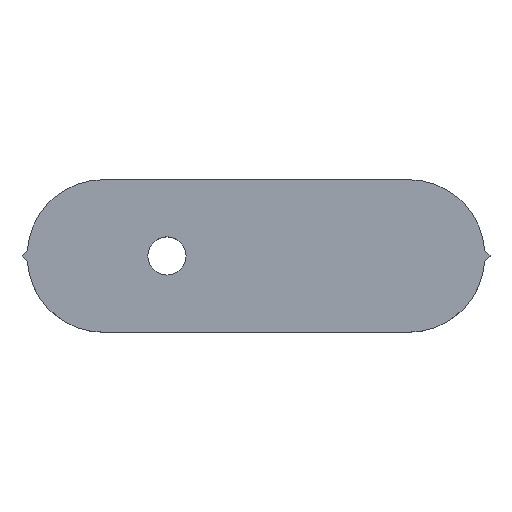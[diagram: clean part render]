
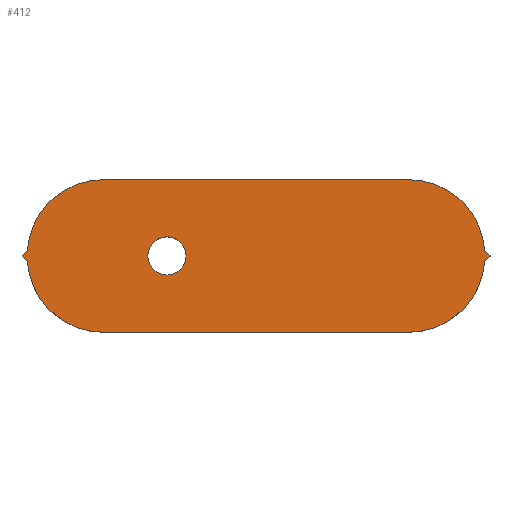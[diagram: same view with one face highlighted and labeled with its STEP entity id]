
A CAD part, top view. The second image highlights one B-rep face of the part: STEP entity #412.
In plain terms, the highlighted planar face has unit normal (0, 0, 1).
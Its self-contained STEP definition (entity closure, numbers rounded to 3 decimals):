
#2 = VERTEX_POINT ( 'NONE', #417 ) ;
#13 = AXIS2_PLACEMENT_3D ( 'NONE', #405, #221, #140 ) ;
#15 = VERTEX_POINT ( 'NONE', #159 ) ;
#18 = LINE ( 'NONE', #349, #48 ) ;
#26 = EDGE_LOOP ( 'NONE', ( #182, #390, #212, #233, #83, #320, #62, #40, #133, #119 ) ) ;
#28 = AXIS2_PLACEMENT_3D ( 'NONE', #474, #335, #330 ) ;
#29 = CARTESIAN_POINT ( 'NONE',  ( 19.9, 11.75, 7.9 ) ) ;
#32 = VECTOR ( 'NONE', #393, 1000. ) ;
#40 = ORIENTED_EDGE ( 'NONE', *, *, #397, .F. ) ;
#42 = DIRECTION ( 'NONE',  ( 1., 0., 0. ) ) ;
#43 = AXIS2_PLACEMENT_3D ( 'NONE', #166, #312, #85 ) ;
#46 = DIRECTION ( 'NONE',  ( 0.707, 0.707, 0. ) ) ;
#48 = VECTOR ( 'NONE', #46, 1000. ) ;
#51 = CARTESIAN_POINT ( 'NONE',  ( 4.907, 11.543, 7.9 ) ) ;
#62 = ORIENTED_EDGE ( 'NONE', *, *, #271, .T. ) ;
#63 = DIRECTION ( 'NONE',  ( 1., 0., 0. ) ) ;
#74 = VERTEX_POINT ( 'NONE', #196 ) ;
#76 = EDGE_CURVE ( 'NONE', #176, #302, #399, .T. ) ;
#83 = ORIENTED_EDGE ( 'NONE', *, *, #214, .F. ) ;
#85 = DIRECTION ( 'NONE',  ( -1., 0., 0. ) ) ;
#89 = EDGE_LOOP ( 'NONE', ( #216, #102 ) ) ;
#92 = AXIS2_PLACEMENT_3D ( 'NONE', #160, #199, #198 ) ;
#99 = CARTESIAN_POINT ( 'NONE',  ( 7.9, 8.75, 7.9 ) ) ;
#102 = ORIENTED_EDGE ( 'NONE', *, *, #471, .T. ) ;
#103 = EDGE_CURVE ( 'NONE', #239, #415, #18, .T. ) ;
#111 = CIRCLE ( 'NONE', #28, 3. ) ;
#114 = CARTESIAN_POINT ( 'NONE',  ( 11.15, 11.75, 7.9 ) ) ;
#119 = ORIENTED_EDGE ( 'NONE', *, *, #138, .F. ) ;
#125 = DIRECTION ( 'NONE',  ( -0.707, 0.707, 0. ) ) ;
#128 = EDGE_CURVE ( 'NONE', #74, #15, #203, .T. ) ;
#130 = CARTESIAN_POINT ( 'NONE',  ( 23.1, 11.75, 7.9 ) ) ;
#133 = ORIENTED_EDGE ( 'NONE', *, *, #128, .F. ) ;
#136 = VERTEX_POINT ( 'NONE', #387 ) ;
#138 = EDGE_CURVE ( 'NONE', #437, #74, #219, .T. ) ;
#140 = DIRECTION ( 'NONE',  ( -1., 0., 0. ) ) ;
#146 = CARTESIAN_POINT ( 'NONE',  ( 7.9, 11.75, 7.9 ) ) ;
#151 = DIRECTION ( 'NONE',  ( 0., 0., -1. ) ) ;
#158 = DIRECTION ( 'NONE',  ( 0., 0., -1. ) ) ;
#159 = CARTESIAN_POINT ( 'NONE',  ( 22.893, 11.543, 7.9 ) ) ;
#160 = CARTESIAN_POINT ( 'NONE',  ( 10.4, 11.75, 7.9 ) ) ;
#166 = CARTESIAN_POINT ( 'NONE',  ( 7.9, 11.75, 7.9 ) ) ;
#167 = DIRECTION ( 'NONE',  ( 0.707, -0.707, 0. ) ) ;
#168 = CARTESIAN_POINT ( 'NONE',  ( 7.9, 8.75, 7.9 ) ) ;
#174 = CIRCLE ( 'NONE', #385, 3. ) ;
#176 = VERTEX_POINT ( 'NONE', #168 ) ;
#182 = ORIENTED_EDGE ( 'NONE', *, *, #258, .F. ) ;
#185 = CARTESIAN_POINT ( 'NONE',  ( 19.9, 14.75, 7.9 ) ) ;
#194 = DIRECTION ( 'NONE',  ( -1., 0., 0. ) ) ;
#196 = CARTESIAN_POINT ( 'NONE',  ( 23.1, 11.75, 7.9 ) ) ;
#198 = DIRECTION ( 'NONE',  ( 1., 0., 0. ) ) ;
#199 = DIRECTION ( 'NONE',  ( 0., 0., -1. ) ) ;
#203 = LINE ( 'NONE', #130, #32 ) ;
#207 = CARTESIAN_POINT ( 'NONE',  ( 22.893, 11.957, 7.9 ) ) ;
#212 = ORIENTED_EDGE ( 'NONE', *, *, #391, .F. ) ;
#214 = EDGE_CURVE ( 'NONE', #302, #239, #345, .T. ) ;
#216 = ORIENTED_EDGE ( 'NONE', *, *, #458, .T. ) ;
#219 = LINE ( 'NONE', #207, #245 ) ;
#221 = DIRECTION ( 'NONE',  ( 0., 0., -1. ) ) ;
#224 = VERTEX_POINT ( 'NONE', #386 ) ;
#233 = ORIENTED_EDGE ( 'NONE', *, *, #103, .F. ) ;
#239 = VERTEX_POINT ( 'NONE', #348 ) ;
#245 = VECTOR ( 'NONE', #167, 1000. ) ;
#253 = DIRECTION ( 'NONE',  ( -1., 0., 0. ) ) ;
#258 = EDGE_CURVE ( 'NONE', #414, #437, #374, .T. ) ;
#259 = VECTOR ( 'NONE', #253, 1000. ) ;
#262 = CARTESIAN_POINT ( 'NONE',  ( 10.4, 11.75, 7.9 ) ) ;
#271 = EDGE_CURVE ( 'NONE', #176, #136, #473, .T. ) ;
#276 = AXIS2_PLACEMENT_3D ( 'NONE', #29, #298, #408 ) ;
#291 = CARTESIAN_POINT ( 'NONE',  ( 4.907, 11.543, 7.9 ) ) ;
#298 = DIRECTION ( 'NONE',  ( 0., 0., -1. ) ) ;
#302 = VERTEX_POINT ( 'NONE', #291 ) ;
#312 = DIRECTION ( 'NONE',  ( 0., 0., -1. ) ) ;
#314 = LINE ( 'NONE', #441, #259 ) ;
#320 = ORIENTED_EDGE ( 'NONE', *, *, #76, .F. ) ;
#326 = CIRCLE ( 'NONE', #394, 0.75 ) ;
#330 = DIRECTION ( 'NONE',  ( -1., 0., 0. ) ) ;
#331 = CARTESIAN_POINT ( 'NONE',  ( 22.893, 11.957, 7.9 ) ) ;
#335 = DIRECTION ( 'NONE',  ( 0., 0., -1. ) ) ;
#345 = LINE ( 'NONE', #51, #358 ) ;
#348 = CARTESIAN_POINT ( 'NONE',  ( 4.7, 11.75, 7.9 ) ) ;
#349 = CARTESIAN_POINT ( 'NONE',  ( 4.7, 11.75, 7.9 ) ) ;
#357 = CIRCLE ( 'NONE', #92, 0.75 ) ;
#358 = VECTOR ( 'NONE', #125, 1000. ) ;
#367 = PLANE ( 'NONE',  #276 ) ;
#371 = EDGE_CURVE ( 'NONE', #414, #2, #314, .T. ) ;
#374 = CIRCLE ( 'NONE', #13, 3. ) ;
#385 = AXIS2_PLACEMENT_3D ( 'NONE', #146, #151, #194 ) ;
#386 = CARTESIAN_POINT ( 'NONE',  ( 9.65, 11.75, 7.9 ) ) ;
#387 = CARTESIAN_POINT ( 'NONE',  ( 19.9, 8.75, 7.9 ) ) ;
#388 = VECTOR ( 'NONE', #63, 1000. ) ;
#390 = ORIENTED_EDGE ( 'NONE', *, *, #371, .T. ) ;
#391 = EDGE_CURVE ( 'NONE', #415, #2, #174, .T. ) ;
#393 = DIRECTION ( 'NONE',  ( -0.707, -0.707, 0. ) ) ;
#394 = AXIS2_PLACEMENT_3D ( 'NONE', #262, #158, #42 ) ;
#396 = VERTEX_POINT ( 'NONE', #114 ) ;
#397 = EDGE_CURVE ( 'NONE', #15, #136, #111, .T. ) ;
#399 = CIRCLE ( 'NONE', #43, 3. ) ;
#405 = CARTESIAN_POINT ( 'NONE',  ( 19.9, 11.75, 7.9 ) ) ;
#408 = DIRECTION ( 'NONE',  ( -1., 0., 0. ) ) ;
#412 = ADVANCED_FACE ( 'NONE', ( #426, #450 ), #367, .F. ) ;
#414 = VERTEX_POINT ( 'NONE', #185 ) ;
#415 = VERTEX_POINT ( 'NONE', #472 ) ;
#417 = CARTESIAN_POINT ( 'NONE',  ( 7.9, 14.75, 7.9 ) ) ;
#426 = FACE_BOUND ( 'NONE', #89, .T. ) ;
#437 = VERTEX_POINT ( 'NONE', #331 ) ;
#441 = CARTESIAN_POINT ( 'NONE',  ( 7.9, 14.75, 7.9 ) ) ;
#450 = FACE_OUTER_BOUND ( 'NONE', #26, .T. ) ;
#458 = EDGE_CURVE ( 'NONE', #396, #224, #326, .T. ) ;
#471 = EDGE_CURVE ( 'NONE', #224, #396, #357, .T. ) ;
#472 = CARTESIAN_POINT ( 'NONE',  ( 4.907, 11.957, 7.9 ) ) ;
#473 = LINE ( 'NONE', #99, #388 ) ;
#474 = CARTESIAN_POINT ( 'NONE',  ( 19.9, 11.75, 7.9 ) ) ;
